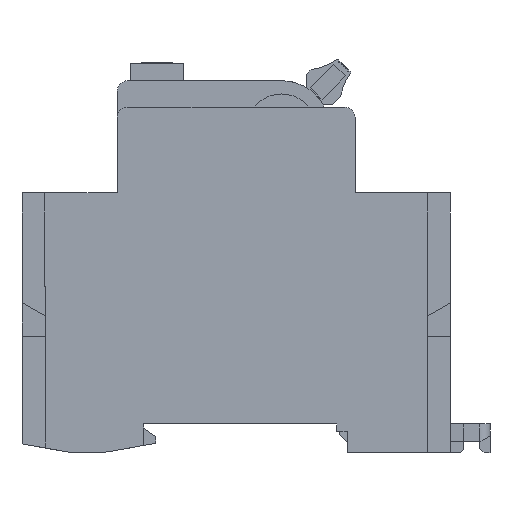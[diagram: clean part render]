
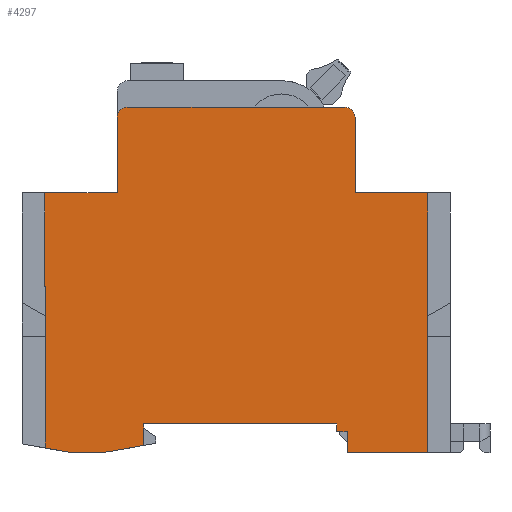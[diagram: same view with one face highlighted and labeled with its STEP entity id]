
A CAD part, left-side view. The second image highlights one B-rep face of the part: STEP entity #4297.
In plain terms, the highlighted planar face has unit normal (-1, 0, 0).
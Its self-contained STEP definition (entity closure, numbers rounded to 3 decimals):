
#1=DIRECTION('',(0.,0.,-1.));
#2=VECTOR('',#1,31.45);
#3=CARTESIAN_POINT('',(-18.,-36.15,-1.25));
#4=LINE('',#3,#2);
#5=DIRECTION('',(0.,0.,-1.));
#6=VECTOR('',#5,4.072);
#7=CARTESIAN_POINT('',(-18.,17.5,-27.2));
#8=LINE('',#7,#6);
#9=DIRECTION('',(0.,0.985,-0.174));
#10=VECTOR('',#9,8.225);
#11=CARTESIAN_POINT('',(-18.,17.5,-31.272));
#12=LINE('',#11,#10);
#13=DIRECTION('',(0.,0.985,0.174));
#14=VECTOR('',#13,5.433);
#15=CARTESIAN_POINT('',(-18.,30.8,-32.7));
#16=LINE('',#15,#14);
#17=DIRECTION('',(0.,1.,0.));
#18=VECTOR('',#17,0.05);
#19=CARTESIAN_POINT('',(-18.,36.15,-1.25));
#20=LINE('',#19,#18);
#21=CARTESIAN_POINT('',(-18.,20.5,30.7));
#22=DIRECTION('',(1.,0.,0.));
#23=DIRECTION('',(0.,1.,0.));
#24=AXIS2_PLACEMENT_3D('',#21,#22,#23);
#26=CARTESIAN_POINT('',(-18.,-20.5,30.7));
#27=DIRECTION('',(1.,0.,0.));
#28=DIRECTION('',(0.,0.,1.));
#29=AXIS2_PLACEMENT_3D('',#26,#27,#28);
#31=DIRECTION('',(0.,0.,-1.));
#32=VECTOR('',#31,17.75);
#33=CARTESIAN_POINT('',(-18.,-36.2,16.5));
#34=LINE('',#33,#32);
#249=DIRECTION('',(0.,1.,0.));
#250=VECTOR('',#249,13.7);
#251=CARTESIAN_POINT('',(-18.,-36.2,16.5));
#252=LINE('',#251,#250);
#391=DIRECTION('',(0.,-1.,0.));
#392=VECTOR('',#391,0.05);
#393=CARTESIAN_POINT('',(-18.,-36.15,-1.25));
#394=LINE('',#393,#392);
#399=DIRECTION('',(0.,0.,1.));
#400=VECTOR('',#399,14.2);
#401=CARTESIAN_POINT('',(-18.,-22.5,16.5));
#402=LINE('',#401,#400);
#427=DIRECTION('',(0.,1.,0.));
#428=VECTOR('',#427,41.);
#429=CARTESIAN_POINT('',(-18.,-20.5,32.7));
#430=LINE('',#429,#428);
#488=DIRECTION('',(0.,0.,-1.));
#489=VECTOR('',#488,14.2);
#490=CARTESIAN_POINT('',(-18.,22.5,30.7));
#491=LINE('',#490,#489);
#974=DIRECTION('',(0.,-1.,0.));
#975=VECTOR('',#974,36.5);
#976=CARTESIAN_POINT('',(-18.,17.5,-27.2));
#977=LINE('',#976,#975);
#1584=DIRECTION('',(0.,1.,0.));
#1585=VECTOR('',#1584,13.7);
#1586=CARTESIAN_POINT('',(-18.,22.5,16.5));
#1587=LINE('',#1586,#1585);
#1786=DIRECTION('',(0.,0.,-1.));
#1787=VECTOR('',#1786,17.75);
#1788=CARTESIAN_POINT('',(-18.,36.2,16.5));
#1789=LINE('',#1788,#1787);
#1822=DIRECTION('',(0.,0.,-1.));
#1823=VECTOR('',#1822,30.507);
#1824=CARTESIAN_POINT('',(-18.,36.15,-1.25));
#1825=LINE('',#1824,#1823);
#1962=DIRECTION('',(0.,-1.,0.));
#1963=VECTOR('',#1962,5.2);
#1964=CARTESIAN_POINT('',(-18.,30.8,-32.7));
#1965=LINE('',#1964,#1963);
#2362=DIRECTION('',(0.,0.,-1.));
#2363=VECTOR('',#2362,1.5);
#2364=CARTESIAN_POINT('',(-18.,-19.,-27.2));
#2365=LINE('',#2364,#2363);
#2390=DIRECTION('',(0.,0.,-1.));
#2391=VECTOR('',#2390,4.);
#2392=CARTESIAN_POINT('',(-18.,-21.,-28.7));
#2393=LINE('',#2392,#2391);
#2450=DIRECTION('',(0.,-1.,0.));
#2451=VECTOR('',#2450,15.15);
#2452=CARTESIAN_POINT('',(-18.,-21.,-32.7));
#2453=LINE('',#2452,#2451);
#2638=DIRECTION('',(0.,-1.,0.));
#2639=VECTOR('',#2638,2.);
#2640=CARTESIAN_POINT('',(-18.,-19.,-28.7));
#2641=LINE('',#2640,#2639);
#3196=CARTESIAN_POINT('',(-18.,-36.15,-1.25));
#3197=CARTESIAN_POINT('',(-18.,-36.15,-32.7));
#3198=VERTEX_POINT('',#3196);
#3199=VERTEX_POINT('',#3197);
#3200=CARTESIAN_POINT('',(-18.,-21.,-32.7));
#3201=VERTEX_POINT('',#3200);
#3202=CARTESIAN_POINT('',(-18.,-21.,-28.7));
#3203=VERTEX_POINT('',#3202);
#3204=CARTESIAN_POINT('',(-18.,-19.,-28.7));
#3205=VERTEX_POINT('',#3204);
#3206=CARTESIAN_POINT('',(-18.,-19.,-27.2));
#3207=VERTEX_POINT('',#3206);
#3208=CARTESIAN_POINT('',(-18.,17.5,-27.2));
#3209=VERTEX_POINT('',#3208);
#3210=CARTESIAN_POINT('',(-18.,17.5,-31.272));
#3211=VERTEX_POINT('',#3210);
#3212=CARTESIAN_POINT('',(-18.,25.6,-32.7));
#3213=VERTEX_POINT('',#3212);
#3214=CARTESIAN_POINT('',(-18.,30.8,-32.7));
#3215=VERTEX_POINT('',#3214);
#3216=CARTESIAN_POINT('',(-18.,36.15,-31.757));
#3217=VERTEX_POINT('',#3216);
#3218=CARTESIAN_POINT('',(-18.,36.15,-1.25));
#3219=VERTEX_POINT('',#3218);
#3220=CARTESIAN_POINT('',(-18.,36.2,-1.25));
#3221=VERTEX_POINT('',#3220);
#3222=CARTESIAN_POINT('',(-18.,36.2,16.5));
#3223=VERTEX_POINT('',#3222);
#3224=CARTESIAN_POINT('',(-18.,22.5,16.5));
#3225=VERTEX_POINT('',#3224);
#3226=CARTESIAN_POINT('',(-18.,22.5,30.7));
#3227=VERTEX_POINT('',#3226);
#3228=CARTESIAN_POINT('',(-18.,20.5,32.7));
#3229=VERTEX_POINT('',#3228);
#3230=CARTESIAN_POINT('',(-18.,-20.5,32.7));
#3231=VERTEX_POINT('',#3230);
#3232=CARTESIAN_POINT('',(-18.,-22.5,30.7));
#3233=VERTEX_POINT('',#3232);
#3234=CARTESIAN_POINT('',(-18.,-22.5,16.5));
#3235=VERTEX_POINT('',#3234);
#3236=CARTESIAN_POINT('',(-18.,-36.2,16.5));
#3237=VERTEX_POINT('',#3236);
#3238=CARTESIAN_POINT('',(-18.,-36.2,-1.25));
#3239=VERTEX_POINT('',#3238);
#4246=CARTESIAN_POINT('',(-18.,0.,0.));
#4247=DIRECTION('',(1.,0.,0.));
#4248=DIRECTION('',(0.,0.,-1.));
#4249=AXIS2_PLACEMENT_3D('',#4246,#4247,#4248);
#4250=PLANE('',#4249);
#4252=ORIENTED_EDGE('',*,*,#4251,.T.);
#4254=ORIENTED_EDGE('',*,*,#4253,.F.);
#4256=ORIENTED_EDGE('',*,*,#4255,.F.);
#4258=ORIENTED_EDGE('',*,*,#4257,.F.);
#4260=ORIENTED_EDGE('',*,*,#4259,.F.);
#4262=ORIENTED_EDGE('',*,*,#4261,.F.);
#4264=ORIENTED_EDGE('',*,*,#4263,.T.);
#4266=ORIENTED_EDGE('',*,*,#4265,.T.);
#4268=ORIENTED_EDGE('',*,*,#4267,.F.);
#4270=ORIENTED_EDGE('',*,*,#4269,.T.);
#4272=ORIENTED_EDGE('',*,*,#4271,.F.);
#4274=ORIENTED_EDGE('',*,*,#4273,.T.);
#4276=ORIENTED_EDGE('',*,*,#4275,.F.);
#4278=ORIENTED_EDGE('',*,*,#4277,.F.);
#4280=ORIENTED_EDGE('',*,*,#4279,.F.);
#4282=ORIENTED_EDGE('',*,*,#4281,.T.);
#4284=ORIENTED_EDGE('',*,*,#4283,.F.);
#4286=ORIENTED_EDGE('',*,*,#4285,.T.);
#4288=ORIENTED_EDGE('',*,*,#4287,.F.);
#4290=ORIENTED_EDGE('',*,*,#4289,.F.);
#4292=ORIENTED_EDGE('',*,*,#4291,.T.);
#4294=ORIENTED_EDGE('',*,*,#4293,.F.);
#4295=EDGE_LOOP('',(#4252,#4254,#4256,#4258,#4260,#4262,#4264,#4266,#4268,#4270,
#4272,#4274,#4276,#4278,#4280,#4282,#4284,#4286,#4288,#4290,#4292,#4294));
#4296=FACE_OUTER_BOUND('',#4295,.F.);
#4297=ADVANCED_FACE('',(#4296),#4250,.F.);
#25=CIRCLE('',#24,2.);
#30=CIRCLE('',#29,2.);
#4251=EDGE_CURVE('',#3198,#3199,#4,.T.);
#4253=EDGE_CURVE('',#3201,#3199,#2453,.T.);
#4255=EDGE_CURVE('',#3203,#3201,#2393,.T.);
#4257=EDGE_CURVE('',#3205,#3203,#2641,.T.);
#4259=EDGE_CURVE('',#3207,#3205,#2365,.T.);
#4261=EDGE_CURVE('',#3209,#3207,#977,.T.);
#4263=EDGE_CURVE('',#3209,#3211,#8,.T.);
#4265=EDGE_CURVE('',#3211,#3213,#12,.T.);
#4267=EDGE_CURVE('',#3215,#3213,#1965,.T.);
#4269=EDGE_CURVE('',#3215,#3217,#16,.T.);
#4271=EDGE_CURVE('',#3219,#3217,#1825,.T.);
#4273=EDGE_CURVE('',#3219,#3221,#20,.T.);
#4275=EDGE_CURVE('',#3223,#3221,#1789,.T.);
#4277=EDGE_CURVE('',#3225,#3223,#1587,.T.);
#4279=EDGE_CURVE('',#3227,#3225,#491,.T.);
#4281=EDGE_CURVE('',#3227,#3229,#25,.T.);
#4283=EDGE_CURVE('',#3231,#3229,#430,.T.);
#4285=EDGE_CURVE('',#3231,#3233,#30,.T.);
#4287=EDGE_CURVE('',#3235,#3233,#402,.T.);
#4289=EDGE_CURVE('',#3237,#3235,#252,.T.);
#4291=EDGE_CURVE('',#3237,#3239,#34,.T.);
#4293=EDGE_CURVE('',#3198,#3239,#394,.T.);
